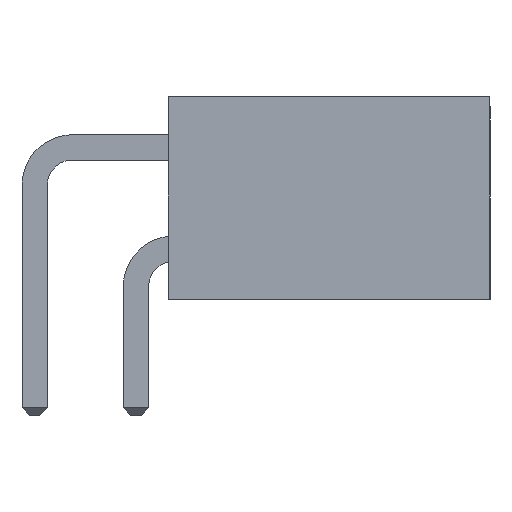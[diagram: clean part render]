
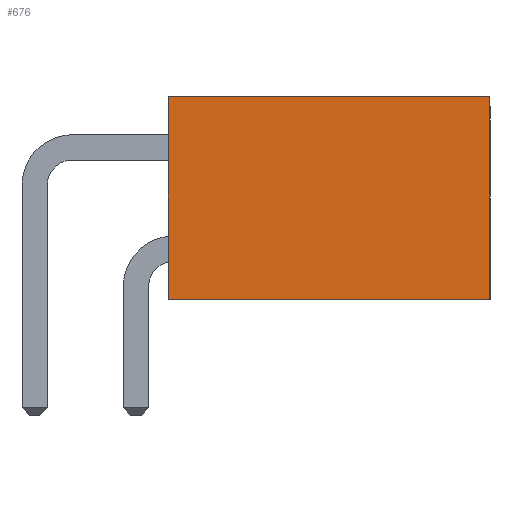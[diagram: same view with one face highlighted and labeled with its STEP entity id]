
A CAD part, left-side view. The second image highlights one B-rep face of the part: STEP entity #676.
In plain terms, the highlighted planar face has unit normal (-1, 0, 0).
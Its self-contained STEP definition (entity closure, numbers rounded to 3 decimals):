
#51 = PLANE('',#52);
#52 = AXIS2_PLACEMENT_3D('',#53,#54,#55);
#53 = CARTESIAN_POINT('',(0.,0.,0.));
#54 = DIRECTION('',(0.,-1.,0.));
#55 = DIRECTION('',(0.,0.,1.));
#160 = VERTEX_POINT('',#161);
#161 = CARTESIAN_POINT('',(0.,0.,0.));
#177 = PLANE('',#178);
#178 = AXIS2_PLACEMENT_3D('',#179,#180,#181);
#179 = CARTESIAN_POINT('',(0.,6.35,0.));
#180 = DIRECTION('',(0.,0.,-1.));
#181 = DIRECTION('',(0.,-1.,0.));
#218 = VERTEX_POINT('',#219);
#219 = CARTESIAN_POINT('',(0.,0.,4.));
#233 = PLANE('',#234);
#234 = AXIS2_PLACEMENT_3D('',#235,#236,#237);
#235 = CARTESIAN_POINT('',(0.,0.,4.));
#236 = DIRECTION('',(0.,0.,1.));
#237 = DIRECTION('',(0.,1.,0.));
#245 = EDGE_CURVE('',#160,#218,#246,.T.);
#246 = SURFACE_CURVE('',#247,(#251,#258),.PCURVE_S1.);
#247 = LINE('',#248,#249);
#248 = CARTESIAN_POINT('',(0.,0.,0.));
#249 = VECTOR('',#250,1.);
#250 = DIRECTION('',(0.,0.,1.));
#251 = PCURVE('',#51,#252);
#252 = DEFINITIONAL_REPRESENTATION('',(#253),#257);
#253 = LINE('',#254,#255);
#254 = CARTESIAN_POINT('',(0.,0.));
#255 = VECTOR('',#256,1.);
#256 = DIRECTION('',(1.,0.));
#257 = ( GEOMETRIC_REPRESENTATION_CONTEXT(2) 
PARAMETRIC_REPRESENTATION_CONTEXT() REPRESENTATION_CONTEXT('2D SPACE',''
  ) );
#258 = PCURVE('',#259,#264);
#259 = PLANE('',#260);
#260 = AXIS2_PLACEMENT_3D('',#261,#262,#263);
#261 = CARTESIAN_POINT('',(0.,0.,0.));
#262 = DIRECTION('',(1.,0.,0.));
#263 = DIRECTION('',(0.,0.,1.));
#264 = DEFINITIONAL_REPRESENTATION('',(#265),#269);
#265 = LINE('',#266,#267);
#266 = CARTESIAN_POINT('',(0.,0.));
#267 = VECTOR('',#268,1.);
#268 = DIRECTION('',(1.,0.));
#269 = ( GEOMETRIC_REPRESENTATION_CONTEXT(2) 
PARAMETRIC_REPRESENTATION_CONTEXT() REPRESENTATION_CONTEXT('2D SPACE',''
  ) );
#605 = VERTEX_POINT('',#606);
#606 = CARTESIAN_POINT('',(0.,6.35,0.));
#622 = PLANE('',#623);
#623 = AXIS2_PLACEMENT_3D('',#624,#625,#626);
#624 = CARTESIAN_POINT('',(0.,6.35,4.));
#625 = DIRECTION('',(0.,1.,0.));
#626 = DIRECTION('',(0.,0.,-1.));
#656 = EDGE_CURVE('',#605,#160,#657,.T.);
#657 = SURFACE_CURVE('',#658,(#662,#669),.PCURVE_S1.);
#658 = LINE('',#659,#660);
#659 = CARTESIAN_POINT('',(0.,6.35,0.)
  );
#660 = VECTOR('',#661,1.);
#661 = DIRECTION('',(0.,-1.,0.));
#662 = PCURVE('',#177,#663);
#663 = DEFINITIONAL_REPRESENTATION('',(#664),#668);
#664 = LINE('',#665,#666);
#665 = CARTESIAN_POINT('',(0.,0.));
#666 = VECTOR('',#667,1.);
#667 = DIRECTION('',(1.,0.));
#668 = ( GEOMETRIC_REPRESENTATION_CONTEXT(2) 
PARAMETRIC_REPRESENTATION_CONTEXT() REPRESENTATION_CONTEXT('2D SPACE',''
  ) );
#669 = PCURVE('',#259,#670);
#670 = DEFINITIONAL_REPRESENTATION('',(#671),#675);
#671 = LINE('',#672,#673);
#672 = CARTESIAN_POINT('',(0.,-6.35));
#673 = VECTOR('',#674,1.);
#674 = DIRECTION('',(0.,1.));
#675 = ( GEOMETRIC_REPRESENTATION_CONTEXT(2) 
PARAMETRIC_REPRESENTATION_CONTEXT() REPRESENTATION_CONTEXT('2D SPACE',''
  ) );
#676 = ADVANCED_FACE('',(#677),#259,.F.);
#677 = FACE_BOUND('',#678,.T.);
#678 = EDGE_LOOP('',(#679,#680,#703,#724));
#679 = ORIENTED_EDGE('',*,*,#245,.T.);
#680 = ORIENTED_EDGE('',*,*,#681,.T.);
#681 = EDGE_CURVE('',#218,#682,#684,.T.);
#682 = VERTEX_POINT('',#683);
#683 = CARTESIAN_POINT('',(0.,6.35,4.));
#684 = SURFACE_CURVE('',#685,(#689,#696),.PCURVE_S1.);
#685 = LINE('',#686,#687);
#686 = CARTESIAN_POINT('',(0.,0.,4.)
  );
#687 = VECTOR('',#688,1.);
#688 = DIRECTION('',(0.,1.,0.));
#689 = PCURVE('',#259,#690);
#690 = DEFINITIONAL_REPRESENTATION('',(#691),#695);
#691 = LINE('',#692,#693);
#692 = CARTESIAN_POINT('',(4.,0.));
#693 = VECTOR('',#694,1.);
#694 = DIRECTION('',(0.,-1.));
#695 = ( GEOMETRIC_REPRESENTATION_CONTEXT(2) 
PARAMETRIC_REPRESENTATION_CONTEXT() REPRESENTATION_CONTEXT('2D SPACE',''
  ) );
#696 = PCURVE('',#233,#697);
#697 = DEFINITIONAL_REPRESENTATION('',(#698),#702);
#698 = LINE('',#699,#700);
#699 = CARTESIAN_POINT('',(0.,0.));
#700 = VECTOR('',#701,1.);
#701 = DIRECTION('',(1.,0.));
#702 = ( GEOMETRIC_REPRESENTATION_CONTEXT(2) 
PARAMETRIC_REPRESENTATION_CONTEXT() REPRESENTATION_CONTEXT('2D SPACE',''
  ) );
#703 = ORIENTED_EDGE('',*,*,#704,.T.);
#704 = EDGE_CURVE('',#682,#605,#705,.T.);
#705 = SURFACE_CURVE('',#706,(#710,#717),.PCURVE_S1.);
#706 = LINE('',#707,#708);
#707 = CARTESIAN_POINT('',(0.,6.35,4.));
#708 = VECTOR('',#709,1.);
#709 = DIRECTION('',(0.,0.,-1.));
#710 = PCURVE('',#259,#711);
#711 = DEFINITIONAL_REPRESENTATION('',(#712),#716);
#712 = LINE('',#713,#714);
#713 = CARTESIAN_POINT('',(4.,-6.35));
#714 = VECTOR('',#715,1.);
#715 = DIRECTION('',(-1.,0.));
#716 = ( GEOMETRIC_REPRESENTATION_CONTEXT(2) 
PARAMETRIC_REPRESENTATION_CONTEXT() REPRESENTATION_CONTEXT('2D SPACE',''
  ) );
#717 = PCURVE('',#622,#718);
#718 = DEFINITIONAL_REPRESENTATION('',(#719),#723);
#719 = LINE('',#720,#721);
#720 = CARTESIAN_POINT('',(0.,0.));
#721 = VECTOR('',#722,1.);
#722 = DIRECTION('',(1.,0.));
#723 = ( GEOMETRIC_REPRESENTATION_CONTEXT(2) 
PARAMETRIC_REPRESENTATION_CONTEXT() REPRESENTATION_CONTEXT('2D SPACE',''
  ) );
#724 = ORIENTED_EDGE('',*,*,#656,.T.);
